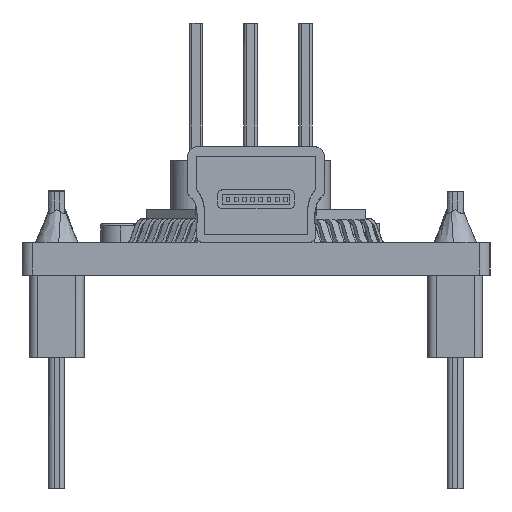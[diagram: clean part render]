
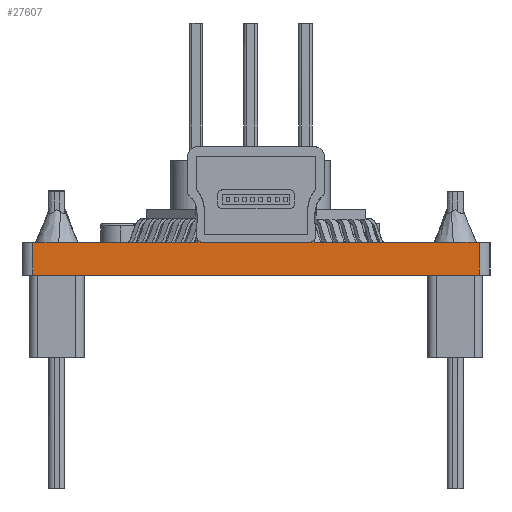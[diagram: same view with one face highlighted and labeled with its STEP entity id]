
A CAD part, left-side view. The second image highlights one B-rep face of the part: STEP entity #27607.
In plain terms, the highlighted free-form (B-spline) face has degree [1, 1] with [2, 2] control points.
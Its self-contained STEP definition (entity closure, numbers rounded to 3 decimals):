
#27607 = ADVANCED_FACE('',(#27608),#27734,.T.);
#27608 = FACE_BOUND('',#27609,.T.);
#27609 = EDGE_LOOP('',(#27610,#27619,#27626,#27635,#27643,#27651,#27659,
    #27667,#27674,#27682,#27690,#27698,#27706,#27715,#27722,#27729));
#27610 = ORIENTED_EDGE('',*,*,#27611,.T.);
#27611 = EDGE_CURVE('',#27612,#27614,#27616,.T.);
#27612 = VERTEX_POINT('',#27613);
#27613 = CARTESIAN_POINT('',(-20.124,7.597,0.));
#27614 = VERTEX_POINT('',#27615);
#27615 = CARTESIAN_POINT('',(-20.124,7.597,
    1.119));
#27616 = B_SPLINE_CURVE_WITH_KNOTS('',1,(#27617,#27618),.UNSPECIFIED.,
  .F.,.F.,(2,2),(0.,1.2),.PIECEWISE_BEZIER_KNOTS.);
#27617 = CARTESIAN_POINT('',(-20.124,7.597,0.));
#27618 = CARTESIAN_POINT('',(-20.124,7.597,
    1.119));
#27619 = ORIENTED_EDGE('',*,*,#27620,.T.);
#27620 = EDGE_CURVE('',#27614,#27621,#27623,.T.);
#27621 = VERTEX_POINT('',#27622);
#27622 = CARTESIAN_POINT('',(-20.124,1.988,
    1.119));
#27623 = B_SPLINE_CURVE_WITH_KNOTS('',1,(#27624,#27625),.UNSPECIFIED.,
  .F.,.F.,(2,2),(0.,6.017),.PIECEWISE_BEZIER_KNOTS.);
#27624 = CARTESIAN_POINT('',(-20.124,7.597,
    1.119));
#27625 = CARTESIAN_POINT('',(-20.124,1.988,
    1.119));
#27626 = ORIENTED_EDGE('',*,*,#27627,.T.);
#27627 = EDGE_CURVE('',#27621,#27628,#27630,.T.);
#27628 = VERTEX_POINT('',#27629);
#27629 = CARTESIAN_POINT('',(-20.124,2.017,
    1.288));
#27630 = B_SPLINE_CURVE_WITH_KNOTS('',3,(#27631,#27632,#27633,#27634),
  .UNSPECIFIED.,.F.,.F.,(4,4),(0.,0.),
  .PIECEWISE_BEZIER_KNOTS.);
#27631 = CARTESIAN_POINT('',(-20.124,1.988,
    1.119));
#27632 = CARTESIAN_POINT('',(-20.124,2.003,
    1.174));
#27633 = CARTESIAN_POINT('',(-20.124,2.012,
    1.231));
#27634 = CARTESIAN_POINT('',(-20.124,2.017,
    1.288));
#27635 = ORIENTED_EDGE('',*,*,#27636,.T.);
#27636 = EDGE_CURVE('',#27628,#27637,#27639,.T.);
#27637 = VERTEX_POINT('',#27638);
#27638 = CARTESIAN_POINT('',(-20.124,1.998,
    1.222));
#27639 = B_SPLINE_CURVE_WITH_KNOTS('',2,(#27640,#27641,#27642),
  .UNSPECIFIED.,.F.,.F.,(3,3),(0.,0.25),.PIECEWISE_BEZIER_KNOTS.);
#27640 = CARTESIAN_POINT('',(-20.124,2.017,
    1.288));
#27641 = CARTESIAN_POINT('',(-20.124,2.014,
    1.254));
#27642 = CARTESIAN_POINT('',(-20.124,1.998,
    1.222));
#27643 = ORIENTED_EDGE('',*,*,#27644,.T.);
#27644 = EDGE_CURVE('',#27637,#27645,#27647,.T.);
#27645 = VERTEX_POINT('',#27646);
#27646 = CARTESIAN_POINT('',(-20.124,1.957,
    1.167));
#27647 = B_SPLINE_CURVE_WITH_KNOTS('',2,(#27648,#27649,#27650),
  .UNSPECIFIED.,.F.,.F.,(3,3),(0.25,0.5),.PIECEWISE_BEZIER_KNOTS.);
#27648 = CARTESIAN_POINT('',(-20.124,1.998,
    1.222));
#27649 = CARTESIAN_POINT('',(-20.124,1.983,
    1.191));
#27650 = CARTESIAN_POINT('',(-20.124,1.957,
    1.167));
#27651 = ORIENTED_EDGE('',*,*,#27652,.T.);
#27652 = EDGE_CURVE('',#27645,#27653,#27655,.T.);
#27653 = VERTEX_POINT('',#27654);
#27654 = CARTESIAN_POINT('',(-20.124,1.899,
    1.131));
#27655 = B_SPLINE_CURVE_WITH_KNOTS('',2,(#27656,#27657,#27658),
  .UNSPECIFIED.,.F.,.F.,(3,3),(0.5,0.75),.PIECEWISE_BEZIER_KNOTS.);
#27656 = CARTESIAN_POINT('',(-20.124,1.957,
    1.167));
#27657 = CARTESIAN_POINT('',(-20.124,1.931,
    1.144));
#27658 = CARTESIAN_POINT('',(-20.124,1.899,
    1.131));
#27659 = ORIENTED_EDGE('',*,*,#27660,.T.);
#27660 = EDGE_CURVE('',#27653,#27661,#27663,.T.);
#27661 = VERTEX_POINT('',#27662);
#27662 = CARTESIAN_POINT('',(-20.124,1.831,
    1.119));
#27663 = B_SPLINE_CURVE_WITH_KNOTS('',2,(#27664,#27665,#27666),
  .UNSPECIFIED.,.F.,.F.,(3,3),(0.75,1.),.PIECEWISE_BEZIER_KNOTS.);
#27664 = CARTESIAN_POINT('',(-20.124,1.899,
    1.131));
#27665 = CARTESIAN_POINT('',(-20.124,1.866,
    1.119));
#27666 = CARTESIAN_POINT('',(-20.124,1.831,
    1.119));
#27667 = ORIENTED_EDGE('',*,*,#27668,.T.);
#27668 = EDGE_CURVE('',#27661,#27669,#27671,.T.);
#27669 = VERTEX_POINT('',#27670);
#27670 = CARTESIAN_POINT('',(-20.124,-1.831,
    1.119));
#27671 = B_SPLINE_CURVE_WITH_KNOTS('',1,(#27672,#27673),.UNSPECIFIED.,
  .F.,.F.,(2,2),(0.,3.929),.PIECEWISE_BEZIER_KNOTS.);
#27672 = CARTESIAN_POINT('',(-20.124,1.831,
    1.119));
#27673 = CARTESIAN_POINT('',(-20.124,-1.831,
    1.119));
#27674 = ORIENTED_EDGE('',*,*,#27675,.T.);
#27675 = EDGE_CURVE('',#27669,#27676,#27678,.T.);
#27676 = VERTEX_POINT('',#27677);
#27677 = CARTESIAN_POINT('',(-20.124,-1.899,
    1.131));
#27678 = B_SPLINE_CURVE_WITH_KNOTS('',2,(#27679,#27680,#27681),
  .UNSPECIFIED.,.F.,.F.,(3,3),(0.,0.25),.PIECEWISE_BEZIER_KNOTS.);
#27679 = CARTESIAN_POINT('',(-20.124,-1.831,
    1.119));
#27680 = CARTESIAN_POINT('',(-20.124,-1.866,
    1.119));
#27681 = CARTESIAN_POINT('',(-20.124,-1.899,
    1.131));
#27682 = ORIENTED_EDGE('',*,*,#27683,.T.);
#27683 = EDGE_CURVE('',#27676,#27684,#27686,.T.);
#27684 = VERTEX_POINT('',#27685);
#27685 = CARTESIAN_POINT('',(-20.124,-1.957,
    1.167));
#27686 = B_SPLINE_CURVE_WITH_KNOTS('',2,(#27687,#27688,#27689),
  .UNSPECIFIED.,.F.,.F.,(3,3),(0.25,0.5),.PIECEWISE_BEZIER_KNOTS.);
#27687 = CARTESIAN_POINT('',(-20.124,-1.899,
    1.131));
#27688 = CARTESIAN_POINT('',(-20.124,-1.931,
    1.144));
#27689 = CARTESIAN_POINT('',(-20.124,-1.957,
    1.167));
#27690 = ORIENTED_EDGE('',*,*,#27691,.T.);
#27691 = EDGE_CURVE('',#27684,#27692,#27694,.T.);
#27692 = VERTEX_POINT('',#27693);
#27693 = CARTESIAN_POINT('',(-20.124,-1.998,
    1.222));
#27694 = B_SPLINE_CURVE_WITH_KNOTS('',2,(#27695,#27696,#27697),
  .UNSPECIFIED.,.F.,.F.,(3,3),(0.5,0.75),.PIECEWISE_BEZIER_KNOTS.);
#27695 = CARTESIAN_POINT('',(-20.124,-1.957,
    1.167));
#27696 = CARTESIAN_POINT('',(-20.124,-1.983,
    1.191));
#27697 = CARTESIAN_POINT('',(-20.124,-1.998,
    1.222));
#27698 = ORIENTED_EDGE('',*,*,#27699,.T.);
#27699 = EDGE_CURVE('',#27692,#27700,#27702,.T.);
#27700 = VERTEX_POINT('',#27701);
#27701 = CARTESIAN_POINT('',(-20.124,-2.017,
    1.288));
#27702 = B_SPLINE_CURVE_WITH_KNOTS('',2,(#27703,#27704,#27705),
  .UNSPECIFIED.,.F.,.F.,(3,3),(0.75,1.),.PIECEWISE_BEZIER_KNOTS.);
#27703 = CARTESIAN_POINT('',(-20.124,-1.998,
    1.222));
#27704 = CARTESIAN_POINT('',(-20.124,-2.014,
    1.254));
#27705 = CARTESIAN_POINT('',(-20.124,-2.017,
    1.288));
#27706 = ORIENTED_EDGE('',*,*,#27707,.T.);
#27707 = EDGE_CURVE('',#27700,#27708,#27710,.T.);
#27708 = VERTEX_POINT('',#27709);
#27709 = CARTESIAN_POINT('',(-20.124,-1.988,
    1.119));
#27710 = B_SPLINE_CURVE_WITH_KNOTS('',3,(#27711,#27712,#27713,#27714),
  .UNSPECIFIED.,.F.,.F.,(4,4),(0.,0.),
  .PIECEWISE_BEZIER_KNOTS.);
#27711 = CARTESIAN_POINT('',(-20.124,-2.017,
    1.288));
#27712 = CARTESIAN_POINT('',(-20.124,-2.012,
    1.231));
#27713 = CARTESIAN_POINT('',(-20.124,-2.003,
    1.174));
#27714 = CARTESIAN_POINT('',(-20.124,-1.988,
    1.119));
#27715 = ORIENTED_EDGE('',*,*,#27716,.T.);
#27716 = EDGE_CURVE('',#27708,#27717,#27719,.T.);
#27717 = VERTEX_POINT('',#27718);
#27718 = CARTESIAN_POINT('',(-20.124,-7.597,
    1.119));
#27719 = B_SPLINE_CURVE_WITH_KNOTS('',1,(#27720,#27721),.UNSPECIFIED.,
  .F.,.F.,(2,2),(0.,6.017),.PIECEWISE_BEZIER_KNOTS.);
#27720 = CARTESIAN_POINT('',(-20.124,-1.988,
    1.119));
#27721 = CARTESIAN_POINT('',(-20.124,-7.597,
    1.119));
#27722 = ORIENTED_EDGE('',*,*,#27723,.T.);
#27723 = EDGE_CURVE('',#27717,#27724,#27726,.T.);
#27724 = VERTEX_POINT('',#27725);
#27725 = CARTESIAN_POINT('',(-20.124,-7.597,0.));
#27726 = B_SPLINE_CURVE_WITH_KNOTS('',1,(#27727,#27728),.UNSPECIFIED.,
  .F.,.F.,(2,2),(0.,1.2),.PIECEWISE_BEZIER_KNOTS.);
#27727 = CARTESIAN_POINT('',(-20.124,-7.597,
    1.119));
#27728 = CARTESIAN_POINT('',(-20.124,-7.597,0.));
#27729 = ORIENTED_EDGE('',*,*,#27730,.T.);
#27730 = EDGE_CURVE('',#27724,#27612,#27731,.T.);
#27731 = B_SPLINE_CURVE_WITH_KNOTS('',1,(#27732,#27733),.UNSPECIFIED.,
  .F.,.F.,(2,2),(0.,16.3),.PIECEWISE_BEZIER_KNOTS.);
#27732 = CARTESIAN_POINT('',(-20.124,-7.597,0.));
#27733 = CARTESIAN_POINT('',(-20.124,7.597,0.));
#27734 = B_SPLINE_SURFACE_WITH_KNOTS('',1,1,(
    (#27735,#27736)
    ,(#27737,#27738
    )),.UNSPECIFIED.,.F.,.F.,.F.,(2,2),(2,2),(0.,1.),(0.,1.),
  .PIECEWISE_BEZIER_KNOTS.);
#27735 = CARTESIAN_POINT('',(-20.124,-7.597,
    1.296));
#27736 = CARTESIAN_POINT('',(-20.124,7.597,
    1.296));
#27737 = CARTESIAN_POINT('',(-20.124,-7.597,0.));
#27738 = CARTESIAN_POINT('',(-20.124,7.597,0.));
